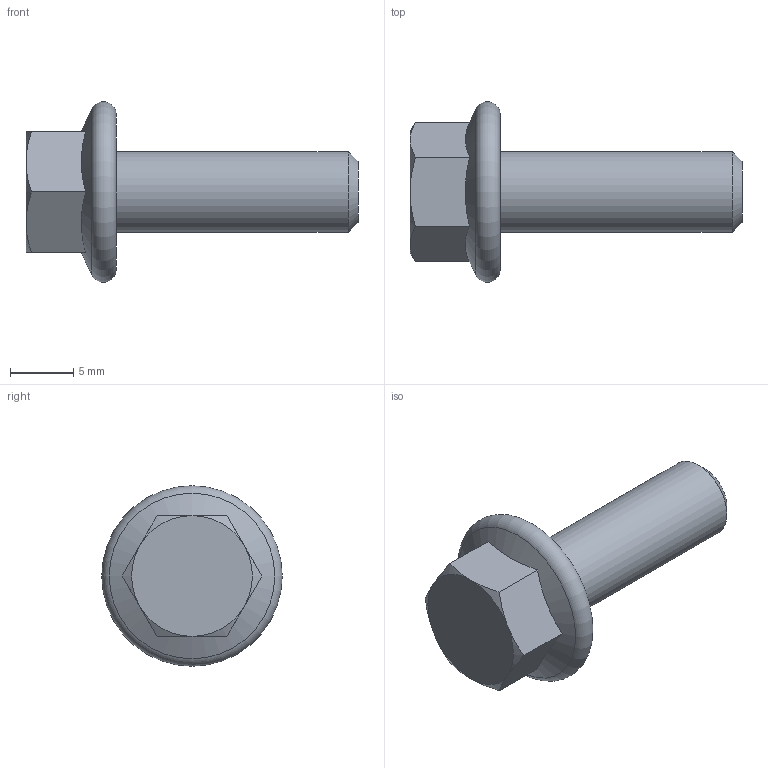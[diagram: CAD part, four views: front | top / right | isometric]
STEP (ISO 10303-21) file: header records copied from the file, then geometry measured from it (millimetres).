
FILE_DESCRIPTION(/* description */ ('Hex Flange Screw - Regular Thread - Inch'),/* implementation_level */ '2;1');
FILE_NAME(/* name */ 'DBK_250-20x750FlangeScrew_am-1271.ipt.step',/* time_stamp */ '2014-01-01T17:21:59-08:00',/* author */ ('Autodesk Inc.'),/* organization */ ('Autodesk Inc.'),/* preprocessor_version */ 'ST-DEVELOPER v15.2',/* originating_system */ 'Autodesk Inventor 2014',/* authorisation */ '');
FILE_SCHEMA (('AUTOMOTIVE_DESIGN { 1 0 10303 214 3 1 1 }'));
Length unit declared in the file: inch
Products named in the file (1): DBK_250-20x750FlangeScrew_am-1271
Bounding box: 26.16 x 14.22 x 14.22 mm (x, y, z)
Volume: 1314.1 mm3; surface area: 887.8 mm2
Topology: 1 solids, 1 shells, 19 faces, 39 edges, 23 vertices
Faces by surface type: plane 9, cone 8, cylinder 1, torus 1
Full cylindrical faces by diameter (mm): 6.35 x1
Entity records: 477 total; most frequent: CARTESIAN_POINT 114, ORIENTED_EDGE 70, DIRECTION 68, EDGE_CURVE 35, AXIS2_PLACEMENT_3D 31, EDGE_LOOP 24, VERTEX_POINT 23, ADVANCED_FACE 19
